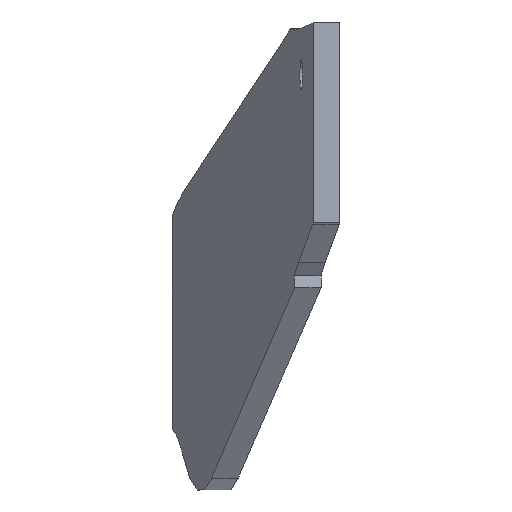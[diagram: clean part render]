
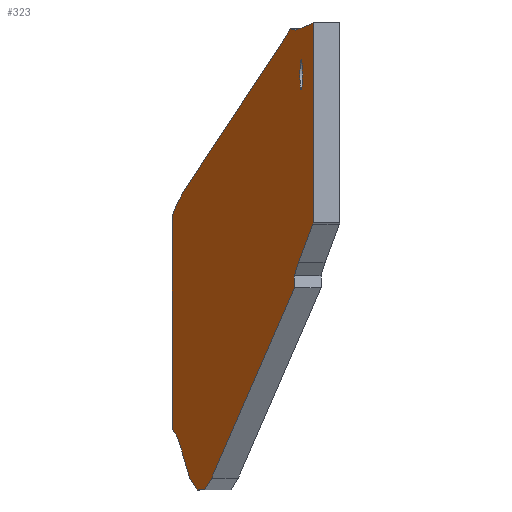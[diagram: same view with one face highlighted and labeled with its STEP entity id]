
A CAD part, front view. The second image highlights one B-rep face of the part: STEP entity #323.
In plain terms, the highlighted planar face has unit normal (-0.996, -0.087, 0).
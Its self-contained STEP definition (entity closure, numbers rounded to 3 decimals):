
#16=FACE_BOUND('',#69,.T.);
#18=CIRCLE('',#348,0.9);
#22=CIRCLE('',#358,95.284);
#23=CIRCLE('',#359,26.639);
#24=CIRCLE('',#360,35.737);
#36=PLANE('',#357);
#50=FACE_OUTER_BOUND('',#68,.T.);
#68=EDGE_LOOP('',(#272,#273,#274,#275,#276,#277,#278,#279,#280,#281,#282,
#283,#284,#285));
#69=EDGE_LOOP('',(#286));
#78=LINE('',#473,#111);
#81=LINE('',#479,#114);
#87=LINE('',#513,#120);
#90=LINE('',#520,#123);
#94=LINE('',#527,#127);
#96=LINE('',#531,#129);
#102=LINE('',#548,#135);
#103=LINE('',#552,#136);
#104=LINE('',#556,#137);
#111=VECTOR('',#373,10.);
#114=VECTOR('',#378,10.);
#120=VECTOR('',#392,10.);
#123=VECTOR('',#397,10.);
#127=VECTOR('',#403,10.);
#129=VECTOR('',#407,10.);
#135=VECTOR('',#423,10.);
#136=VECTOR('',#426,10.);
#137=VECTOR('',#431,10.);
#142=B_SPLINE_CURVE_WITH_KNOTS('',3,(#459,#460,#461,#462),.UNSPECIFIED.,
 .F.,.F.,(4,4),(0.,0.996),.UNSPECIFIED.);
#144=B_SPLINE_CURVE_WITH_KNOTS('',3,(#499,#500,#501,#502),.UNSPECIFIED.,
 .F.,.F.,(4,4),(0.,0.986),.UNSPECIFIED.);
#146=VERTEX_POINT('',#457);
#147=VERTEX_POINT('',#458);
#150=VERTEX_POINT('',#472);
#152=VERTEX_POINT('',#478);
#155=VERTEX_POINT('',#486);
#156=VERTEX_POINT('',#497);
#157=VERTEX_POINT('',#498);
#160=VERTEX_POINT('',#512);
#162=VERTEX_POINT('',#518);
#163=VERTEX_POINT('',#519);
#166=VERTEX_POINT('',#530);
#172=VERTEX_POINT('',#547);
#173=VERTEX_POINT('',#549);
#174=VERTEX_POINT('',#551);
#175=VERTEX_POINT('',#553);
#176=EDGE_CURVE('',#146,#147,#142,.T.);
#180=EDGE_CURVE('',#147,#150,#78,.T.);
#183=EDGE_CURVE('',#152,#146,#81,.T.);
#188=EDGE_CURVE('',#155,#155,#18,.T.);
#189=EDGE_CURVE('',#156,#157,#144,.T.);
#193=EDGE_CURVE('',#157,#160,#87,.T.);
#196=EDGE_CURVE('',#162,#163,#90,.T.);
#200=EDGE_CURVE('',#163,#156,#94,.T.);
#202=EDGE_CURVE('',#162,#166,#96,.T.);
#211=EDGE_CURVE('',#172,#150,#102,.T.);
#212=EDGE_CURVE('',#173,#172,#22,.T.);
#213=EDGE_CURVE('',#174,#173,#103,.T.);
#214=EDGE_CURVE('',#174,#175,#23,.T.);
#215=EDGE_CURVE('',#166,#175,#24,.T.);
#216=EDGE_CURVE('',#160,#152,#104,.T.);
#272=ORIENTED_EDGE('',*,*,#183,.T.);
#273=ORIENTED_EDGE('',*,*,#176,.T.);
#274=ORIENTED_EDGE('',*,*,#180,.T.);
#275=ORIENTED_EDGE('',*,*,#211,.F.);
#276=ORIENTED_EDGE('',*,*,#212,.F.);
#277=ORIENTED_EDGE('',*,*,#213,.F.);
#278=ORIENTED_EDGE('',*,*,#214,.T.);
#279=ORIENTED_EDGE('',*,*,#215,.F.);
#280=ORIENTED_EDGE('',*,*,#202,.F.);
#281=ORIENTED_EDGE('',*,*,#196,.T.);
#282=ORIENTED_EDGE('',*,*,#200,.T.);
#283=ORIENTED_EDGE('',*,*,#189,.T.);
#284=ORIENTED_EDGE('',*,*,#193,.T.);
#285=ORIENTED_EDGE('',*,*,#216,.T.);
#286=ORIENTED_EDGE('',*,*,#188,.T.);
#323=ADVANCED_FACE('',(#50,#16),#36,.F.);
#348=AXIS2_PLACEMENT_3D('',#488,#386,#387);
#357=AXIS2_PLACEMENT_3D('',#546,#421,#422);
#358=AXIS2_PLACEMENT_3D('',#550,#424,#425);
#359=AXIS2_PLACEMENT_3D('',#554,#427,#428);
#360=AXIS2_PLACEMENT_3D('',#555,#429,#430);
#373=DIRECTION('',(-0.087,0.996,0.02));
#378=DIRECTION('',(-0.087,0.994,-0.071));
#386=DIRECTION('center_axis',(0.996,0.087,0.));
#387=DIRECTION('ref_axis',(-0.086,0.988,-0.131));
#392=DIRECTION('',(0.086,-0.978,0.192));
#397=DIRECTION('',(-0.017,0.195,0.981));
#403=DIRECTION('',(0.084,-0.956,0.282));
#407=DIRECTION('',(-0.085,0.977,-0.196));
#421=DIRECTION('center_axis',(0.996,0.087,0.));
#422=DIRECTION('ref_axis',(-0.087,0.996,0.));
#423=DIRECTION('',(0.086,-0.988,0.131));
#424=DIRECTION('center_axis',(0.996,0.087,0.));
#425=DIRECTION('ref_axis',(-0.021,0.241,0.97));
#426=DIRECTION('',(0.,0.,1.));
#427=DIRECTION('center_axis',(0.996,0.087,0.));
#428=DIRECTION('ref_axis',(0.006,-0.066,0.998));
#429=DIRECTION('center_axis',(0.996,0.087,0.));
#430=DIRECTION('ref_axis',(0.018,-0.21,-0.978));
#431=DIRECTION('',(0.,0.,1.));
#457=CARTESIAN_POINT('',(192.046,-19.128,-44.596));
#458=CARTESIAN_POINT('',(191.166,-9.071,-44.95));
#459=CARTESIAN_POINT('Ctrl Pts',(192.046,-19.128,-44.596));
#460=CARTESIAN_POINT('Ctrl Pts',(191.699,-15.156,-44.881));
#461=CARTESIAN_POINT('Ctrl Pts',(191.396,-11.695,-45.003));
#462=CARTESIAN_POINT('Ctrl Pts',(191.166,-9.071,-44.95));
#472=CARTESIAN_POINT('',(190.857,-5.539,-44.878));
#473=CARTESIAN_POINT('',(189.434,10.73,-44.549));
#478=CARTESIAN_POINT('',(192.214,-21.044,-44.46));
#479=CARTESIAN_POINT('',(189.987,4.415,-46.268));
#486=CARTESIAN_POINT('',(191.571,-13.697,-47.489));
#488=CARTESIAN_POINT('Origin',(191.493,-12.808,-47.607));
#497=CARTESIAN_POINT('',(191.327,-10.907,-58.865));
#498=CARTESIAN_POINT('',(192.18,-20.659,-56.576));
#499=CARTESIAN_POINT('Ctrl Pts',(191.327,-10.907,-58.865));
#500=CARTESIAN_POINT('Ctrl Pts',(191.545,-13.403,-58.128));
#501=CARTESIAN_POINT('Ctrl Pts',(191.839,-16.76,-57.341));
#502=CARTESIAN_POINT('Ctrl Pts',(192.18,-20.659,-56.576));
#512=CARTESIAN_POINT('',(192.214,-21.044,-56.501));
#513=CARTESIAN_POINT('',(190.168,2.338,-61.085));
#518=CARTESIAN_POINT('',(191.099,-8.302,-60.375));
#519=CARTESIAN_POINT('',(191.087,-8.163,-59.675));
#520=CARTESIAN_POINT('',(191.011,-7.294,-55.311));
#527=CARTESIAN_POINT('',(189.804,6.505,-64.005));
#530=CARTESIAN_POINT('',(186.128,48.518,-71.787));
#531=CARTESIAN_POINT('',(192.418,-23.371,-57.349));
#546=CARTESIAN_POINT('Origin',(187.987,27.27,-57.703));
#547=CARTESIAN_POINT('',(184.517,66.931,-54.516));
#548=CARTESIAN_POINT('',(184.517,66.931,-54.516));
#549=CARTESIAN_POINT('',(183.76,75.583,-56.079));
#550=CARTESIAN_POINT('Origin',(185.608,54.464,-148.975));
#551=CARTESIAN_POINT('',(183.76,75.583,-68.863));
#552=CARTESIAN_POINT('',(183.76,75.583,-68.863));
#553=CARTESIAN_POINT('',(184.403,68.239,-70.422));
#554=CARTESIAN_POINT('Origin',(183.606,77.344,-95.444));
#555=CARTESIAN_POINT('Origin',(185.471,56.024,-36.854));
#556=CARTESIAN_POINT('',(192.214,-21.044,-57.816));
